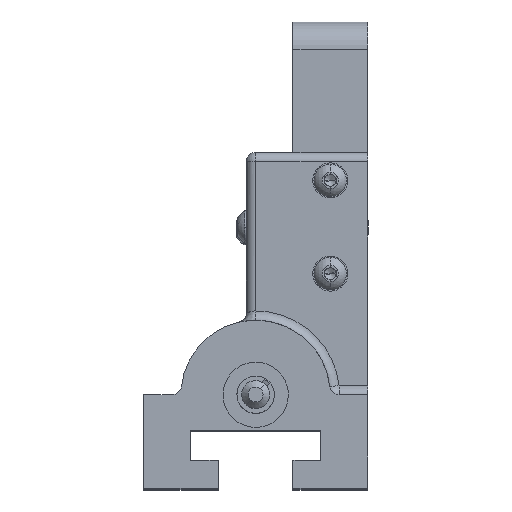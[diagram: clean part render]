
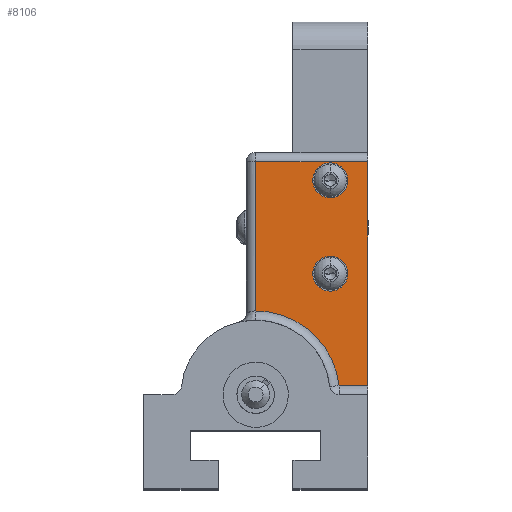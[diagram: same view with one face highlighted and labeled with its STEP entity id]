
A CAD part, top view. The second image highlights one B-rep face of the part: STEP entity #8106.
In plain terms, the highlighted face is planar.
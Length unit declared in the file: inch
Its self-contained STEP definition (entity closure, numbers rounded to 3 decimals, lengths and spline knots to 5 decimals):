
#274 = VERTEX_POINT ( 'NONE', #9187 ) ;
#512 = CARTESIAN_POINT ( 'NONE',  ( -3.25, 1.375, 1.11803 ) ) ;
#683 = EDGE_CURVE ( 'NONE', #274, #11740, #19927, .T. ) ;
#942 = VECTOR ( 'NONE', #8275, 39.37008 ) ;
#2176 = CIRCLE ( 'NONE', #21700, 1.125 ) ;
#2224 = CARTESIAN_POINT ( 'NONE',  ( -3.25, 2.375, 0. ) ) ;
#2536 = VERTEX_POINT ( 'NONE', #11971 ) ;
#2555 = EDGE_CURVE ( 'NONE', #24867, #16272, #9961, .T. ) ;
#2675 = ORIENTED_EDGE ( 'NONE', *, *, #23614, .T. ) ;
#2939 = DIRECTION ( 'NONE',  ( 0., 1., 0. ) ) ;
#3108 = CIRCLE ( 'NONE', #6500, 0.2344 ) ;
#3278 = DIRECTION ( 'NONE',  ( 0., 0., -1. ) ) ;
#3589 = ORIENTED_EDGE ( 'NONE', *, *, #18988, .T. ) ;
#3693 = CARTESIAN_POINT ( 'NONE',  ( -3.25, -19685.03937, 1.5 ) ) ;
#3888 = CARTESIAN_POINT ( 'NONE',  ( -3.25, 4.375, 0. ) ) ;
#3953 = CARTESIAN_POINT ( 'NONE',  ( -3.25, 4.125, 1.2344 ) ) ;
#4814 = CARTESIAN_POINT ( 'NONE',  ( -3.25, 1.375, 1.5 ) ) ;
#4872 = VECTOR ( 'NONE', #28205, 39.37008 ) ;
#4943 = AXIS2_PLACEMENT_3D ( 'NONE', #3693, #10429, #8118 ) ;
#5242 = ORIENTED_EDGE ( 'NONE', *, *, #25895, .T. ) ;
#6500 = AXIS2_PLACEMENT_3D ( 'NONE', #27642, #6684, #20642 ) ;
#6684 = DIRECTION ( 'NONE',  ( 1., 0., 0. ) ) ;
#7000 = CIRCLE ( 'NONE', #24116, 0.2344 ) ;
#7132 = CARTESIAN_POINT ( 'NONE',  ( -3.25, 4.375, 1.5 ) ) ;
#7652 = DIRECTION ( 'NONE',  ( 1., 0., 0. ) ) ;
#8106 = ADVANCED_FACE ( 'NONE', ( #20067, #12894, #29510 ), #26763, .T. ) ;
#8118 = DIRECTION ( 'NONE',  ( 0., 1., 0. ) ) ;
#8163 = ORIENTED_EDGE ( 'NONE', *, *, #24603, .F. ) ;
#8275 = DIRECTION ( 'NONE',  ( 0., 1., 0. ) ) ;
#9187 = CARTESIAN_POINT ( 'NONE',  ( -3.25, 1.375, 1.5 ) ) ;
#9961 = LINE ( 'NONE', #21892, #27829 ) ;
#10294 = CARTESIAN_POINT ( 'NONE',  ( -3.25, 4.125, 1. ) ) ;
#10317 = EDGE_CURVE ( 'NONE', #13427, #14023, #3108, .T. ) ;
#10429 = DIRECTION ( 'NONE',  ( -1., 0., 0. ) ) ;
#11115 = ORIENTED_EDGE ( 'NONE', *, *, #2555, .F. ) ;
#11740 = VERTEX_POINT ( 'NONE', #7132 ) ;
#11951 = CARTESIAN_POINT ( 'NONE',  ( -3.25, 1.25, 0. ) ) ;
#11971 = CARTESIAN_POINT ( 'NONE',  ( -3.25, 2.875, 0.7656 ) ) ;
#12894 = FACE_BOUND ( 'NONE', #29021, .T. ) ;
#12897 = EDGE_LOOP ( 'NONE', ( #11115, #17381, #8163, #19359, #12902 ) ) ;
#12902 = ORIENTED_EDGE ( 'NONE', *, *, #20522, .F. ) ;
#13427 = VERTEX_POINT ( 'NONE', #3953 ) ;
#13560 = ORIENTED_EDGE ( 'NONE', *, *, #10317, .T. ) ;
#14023 = VERTEX_POINT ( 'NONE', #20000 ) ;
#14905 = VECTOR ( 'NONE', #24282, 39.37008 ) ;
#14972 = LINE ( 'NONE', #21840, #14905 ) ;
#15534 = CARTESIAN_POINT ( 'NONE',  ( -3.25, 2.875, 1. ) ) ;
#15683 = DIRECTION ( 'NONE',  ( 0., 0., -1. ) ) ;
#16272 = VERTEX_POINT ( 'NONE', #3888 ) ;
#17099 = AXIS2_PLACEMENT_3D ( 'NONE', #15534, #25426, #15683 ) ;
#17381 = ORIENTED_EDGE ( 'NONE', *, *, #28348, .F. ) ;
#18523 = DIRECTION ( 'NONE',  ( -1., 0., 0. ) ) ;
#18988 = EDGE_CURVE ( 'NONE', #14023, #13427, #7000, .T. ) ;
#19075 = VERTEX_POINT ( 'NONE', #512 ) ;
#19174 = DIRECTION ( 'NONE',  ( 1., 0., 0. ) ) ;
#19213 = LINE ( 'NONE', #4814, #4872 ) ;
#19359 = ORIENTED_EDGE ( 'NONE', *, *, #683, .T. ) ;
#19443 = CARTESIAN_POINT ( 'NONE',  ( -3.25, 2.875, 1. ) ) ;
#19927 = LINE ( 'NONE', #20244, #942 ) ;
#20000 = CARTESIAN_POINT ( 'NONE',  ( -3.25, 4.125, 0.7656 ) ) ;
#20067 = FACE_BOUND ( 'NONE', #20583, .T. ) ;
#20244 = CARTESIAN_POINT ( 'NONE',  ( -3.25, -19685.03937, 1.5 ) ) ;
#20522 = EDGE_CURVE ( 'NONE', #16272, #11740, #14972, .T. ) ;
#20583 = EDGE_LOOP ( 'NONE', ( #5242, #2675 ) ) ;
#20642 = DIRECTION ( 'NONE',  ( 0., 0., -1. ) ) ;
#20739 = VERTEX_POINT ( 'NONE', #25173 ) ;
#20827 = DIRECTION ( 'NONE',  ( 0., 0., -1. ) ) ;
#20980 = AXIS2_PLACEMENT_3D ( 'NONE', #19443, #7652, #26751 ) ;
#21700 = AXIS2_PLACEMENT_3D ( 'NONE', #11951, #18523, #20827 ) ;
#21840 = CARTESIAN_POINT ( 'NONE',  ( -3.25, 4.375, 1.5 ) ) ;
#21892 = CARTESIAN_POINT ( 'NONE',  ( -3.25, -19685.03937, 0. ) ) ;
#23400 = CIRCLE ( 'NONE', #20980, 0.2344 ) ;
#23417 = CIRCLE ( 'NONE', #17099, 0.2344 ) ;
#23614 = EDGE_CURVE ( 'NONE', #20739, #2536, #23417, .T. ) ;
#24116 = AXIS2_PLACEMENT_3D ( 'NONE', #10294, #19174, #3278 ) ;
#24282 = DIRECTION ( 'NONE',  ( 0., 0., 1. ) ) ;
#24603 = EDGE_CURVE ( 'NONE', #274, #19075, #19213, .T. ) ;
#24867 = VERTEX_POINT ( 'NONE', #2224 ) ;
#25173 = CARTESIAN_POINT ( 'NONE',  ( -3.25, 2.875, 1.2344 ) ) ;
#25426 = DIRECTION ( 'NONE',  ( 1., 0., 0. ) ) ;
#25895 = EDGE_CURVE ( 'NONE', #2536, #20739, #23400, .T. ) ;
#26751 = DIRECTION ( 'NONE',  ( 0., 0., -1. ) ) ;
#26763 = PLANE ( 'NONE',  #4943 ) ;
#27642 = CARTESIAN_POINT ( 'NONE',  ( -3.25, 4.125, 1. ) ) ;
#27829 = VECTOR ( 'NONE', #2939, 39.37008 ) ;
#28205 = DIRECTION ( 'NONE',  ( 0., 0., -1. ) ) ;
#28348 = EDGE_CURVE ( 'NONE', #19075, #24867, #2176, .T. ) ;
#29021 = EDGE_LOOP ( 'NONE', ( #3589, #13560 ) ) ;
#29510 = FACE_OUTER_BOUND ( 'NONE', #12897, .T. ) ;
